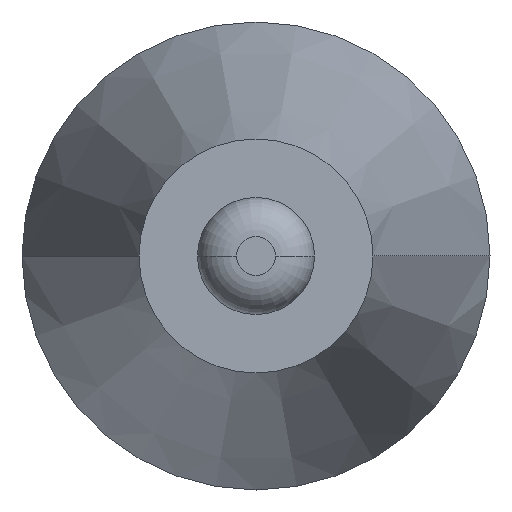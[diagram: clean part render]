
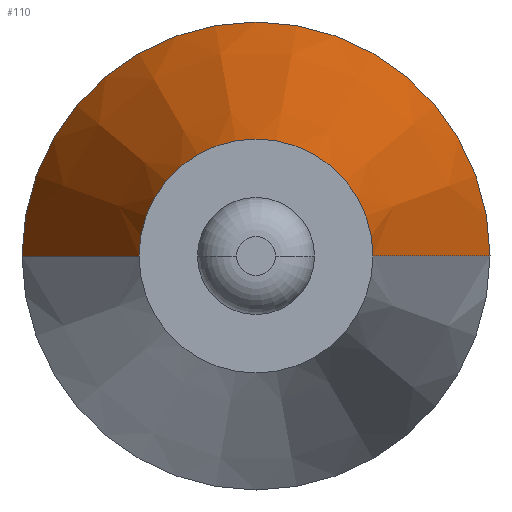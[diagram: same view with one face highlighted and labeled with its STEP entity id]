
A CAD part, front view. The second image highlights one B-rep face of the part: STEP entity #110.
In plain terms, the highlighted conical face has half-angle 15 degrees and reference radius 3 mm.
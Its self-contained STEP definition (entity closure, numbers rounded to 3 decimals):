
#11 = CARTESIAN_POINT ( 'NONE',  ( -3., 45., 0. ) ) ;
#14 = AXIS2_PLACEMENT_3D ( 'NONE', #203, #208, #322 ) ;
#22 = VERTEX_POINT ( 'NONE', #337 ) ;
#27 = CIRCLE ( 'NONE', #52, 6. ) ;
#48 = EDGE_CURVE ( 'NONE', #456, #198, #507, .T. ) ;
#52 = AXIS2_PLACEMENT_3D ( 'NONE', #171, #505, #330 ) ;
#56 = CARTESIAN_POINT ( 'NONE',  ( 3., 45., 0. ) ) ;
#76 = EDGE_CURVE ( 'NONE', #328, #456, #532, .T. ) ;
#79 = CARTESIAN_POINT ( 'NONE',  ( 6., 56.196, 0. ) ) ;
#110 = ADVANCED_FACE ( 'NONE', ( #463 ), #426, .T. ) ;
#133 = CARTESIAN_POINT ( 'NONE',  ( -3., 45., 0. ) ) ;
#156 = DIRECTION ( 'NONE',  ( 0., 1., 0. ) ) ;
#160 = CARTESIAN_POINT ( 'NONE',  ( 0., 45., 0. ) ) ;
#170 = EDGE_LOOP ( 'NONE', ( #353, #207, #452, #191 ) ) ;
#171 = CARTESIAN_POINT ( 'NONE',  ( 0., 56.196, 0. ) ) ;
#191 = ORIENTED_EDGE ( 'NONE', *, *, #331, .F. ) ;
#198 = VERTEX_POINT ( 'NONE', #79 ) ;
#203 = CARTESIAN_POINT ( 'NONE',  ( 0., 45., 0. ) ) ;
#207 = ORIENTED_EDGE ( 'NONE', *, *, #48, .T. ) ;
#208 = DIRECTION ( 'NONE',  ( 0., 1., 0. ) ) ;
#237 = VECTOR ( 'NONE', #422, 1000. ) ;
#259 = CARTESIAN_POINT ( 'NONE',  ( 3., 45., 0. ) ) ;
#271 = AXIS2_PLACEMENT_3D ( 'NONE', #160, #156, #443 ) ;
#272 = EDGE_CURVE ( 'NONE', #22, #198, #27, .T. ) ;
#322 = DIRECTION ( 'NONE',  ( -1., 0., 0. ) ) ;
#328 = VERTEX_POINT ( 'NONE', #133 ) ;
#330 = DIRECTION ( 'NONE',  ( -1., 0., 0. ) ) ;
#331 = EDGE_CURVE ( 'NONE', #328, #22, #444, .T. ) ;
#337 = CARTESIAN_POINT ( 'NONE',  ( -6., 56.196, 0. ) ) ;
#353 = ORIENTED_EDGE ( 'NONE', *, *, #76, .T. ) ;
#377 = VECTOR ( 'NONE', #384, 1000. ) ;
#384 = DIRECTION ( 'NONE',  ( 0.259, 0.966, 0. ) ) ;
#422 = DIRECTION ( 'NONE',  ( -0.259, 0.966, 0. ) ) ;
#426 = CONICAL_SURFACE ( 'NONE', #14, 3., 0.262 ) ;
#443 = DIRECTION ( 'NONE',  ( -1., 0., 0. ) ) ;
#444 = LINE ( 'NONE', #11, #237 ) ;
#452 = ORIENTED_EDGE ( 'NONE', *, *, #272, .F. ) ;
#456 = VERTEX_POINT ( 'NONE', #56 ) ;
#463 = FACE_OUTER_BOUND ( 'NONE', #170, .T. ) ;
#505 = DIRECTION ( 'NONE',  ( 0., 1., 0. ) ) ;
#507 = LINE ( 'NONE', #259, #377 ) ;
#532 = CIRCLE ( 'NONE', #271, 3. ) ;
